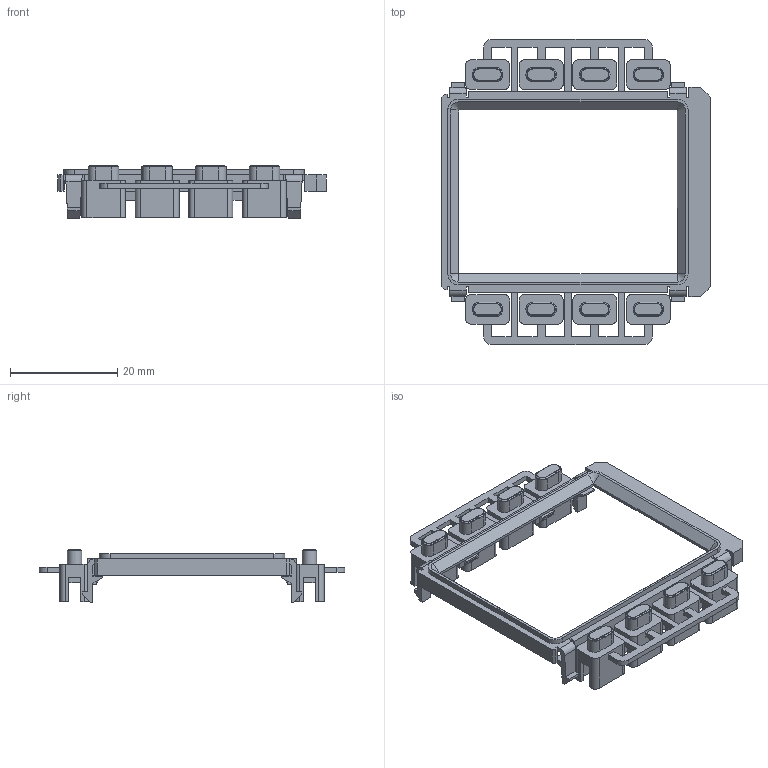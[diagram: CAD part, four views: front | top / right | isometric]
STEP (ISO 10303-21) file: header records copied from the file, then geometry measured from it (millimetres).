
FILE_DESCRIPTION(('FreeCAD Model'),'2;1');
FILE_NAME('Open CASCADE Shape Model','2025-11-14T20:27:01',('FreeCAD'),( 'FreeCAD'),'Open CASCADE STEP processor 7.7','FreeCAD','Unknown');
FILE_SCHEMA(('AUTOMOTIVE_DESIGN { 1 0 10303 214 1 1 1 1 }'));
Length unit declared in the file: millimetre
Products named in the file (1): Open CASCADE STEP translator 7.7 1
Bounding box: 50.1 x 57 x 9.95 mm (x, y, z)
Volume: 3086.1 mm3; surface area: 6481.8 mm2
Topology: 1 solids, 1 shells, 667 faces, 1816 edges, 1170 vertices
Faces by surface type: plane 499, cylinder 96, bspline 36, cone 16, torus 16, revolution 4
Entity records: 21106 total; most frequent: CARTESIAN_POINT 4374, ORIENTED_EDGE 3632, DIRECTION 3222, EDGE_CURVE 1816, LINE 1550, VECTOR 1550, VERTEX_POINT 1170, AXIS2_PLACEMENT_3D 834
